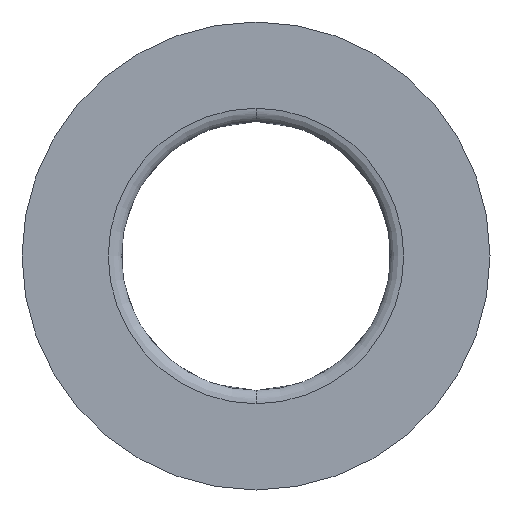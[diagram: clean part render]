
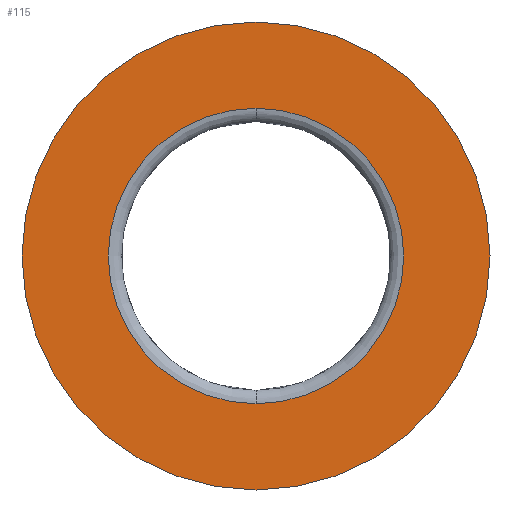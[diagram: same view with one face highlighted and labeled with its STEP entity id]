
A CAD part, front view. The second image highlights one B-rep face of the part: STEP entity #115.
In plain terms, the highlighted planar face has unit normal (0, -1, 0).
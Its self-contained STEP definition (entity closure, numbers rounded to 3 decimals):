
#2 = DIRECTION ( 'NONE',  ( 0., 0., -1. ) ) ;
#4 = VERTEX_POINT ( 'NONE', #120 ) ;
#9 = ORIENTED_EDGE ( 'NONE', *, *, #199, .T. ) ;
#12 = CARTESIAN_POINT ( 'NONE',  ( 0., 0., 0. ) ) ;
#13 = EDGE_LOOP ( 'NONE', ( #219, #398 ) ) ;
#17 = CARTESIAN_POINT ( 'NONE',  ( 0., 0., 0. ) ) ;
#26 = FACE_BOUND ( 'NONE', #391, .T. ) ;
#54 = EDGE_CURVE ( 'NONE', #308, #254, #298, .T. ) ;
#60 = CARTESIAN_POINT ( 'NONE',  ( 0., 0., -38.514 ) ) ;
#64 = AXIS2_PLACEMENT_3D ( 'NONE', #311, #307, #267 ) ;
#94 = CARTESIAN_POINT ( 'NONE',  ( 0., 0., 0. ) ) ;
#108 = AXIS2_PLACEMENT_3D ( 'NONE', #12, #132, #243 ) ;
#109 = DIRECTION ( 'NONE',  ( 0., 1., 0. ) ) ;
#113 = ORIENTED_EDGE ( 'NONE', *, *, #394, .T. ) ;
#115 = ADVANCED_FACE ( 'NONE', ( #26, #150 ), #122, .T. ) ;
#120 = CARTESIAN_POINT ( 'NONE',  ( 0., 0., 38.514 ) ) ;
#122 = PLANE ( 'NONE',  #316 ) ;
#132 = DIRECTION ( 'NONE',  ( 0., 1., 0. ) ) ;
#143 = VERTEX_POINT ( 'NONE', #60 ) ;
#147 = AXIS2_PLACEMENT_3D ( 'NONE', #94, #195, #332 ) ;
#150 = FACE_OUTER_BOUND ( 'NONE', #13, .T. ) ;
#166 = CARTESIAN_POINT ( 'NONE',  ( 0., 0., 61. ) ) ;
#169 = CIRCLE ( 'NONE', #108, 38.514 ) ;
#185 = EDGE_CURVE ( 'NONE', #254, #308, #227, .T. ) ;
#195 = DIRECTION ( 'NONE',  ( 0., 1., 0. ) ) ;
#199 = EDGE_CURVE ( 'NONE', #4, #143, #169, .T. ) ;
#219 = ORIENTED_EDGE ( 'NONE', *, *, #185, .F. ) ;
#227 = CIRCLE ( 'NONE', #64, 61. ) ;
#243 = DIRECTION ( 'NONE',  ( 0., 0., 1. ) ) ;
#254 = VERTEX_POINT ( 'NONE', #166 ) ;
#264 = CARTESIAN_POINT ( 'NONE',  ( -61., 0., 0. ) ) ;
#267 = DIRECTION ( 'NONE',  ( 0., 0., 1. ) ) ;
#292 = CIRCLE ( 'NONE', #306, 38.514 ) ;
#296 = DIRECTION ( 'NONE',  ( 0., -1., 0. ) ) ;
#298 = CIRCLE ( 'NONE', #147, 61. ) ;
#306 = AXIS2_PLACEMENT_3D ( 'NONE', #17, #109, #315 ) ;
#307 = DIRECTION ( 'NONE',  ( 0., 1., 0. ) ) ;
#308 = VERTEX_POINT ( 'NONE', #337 ) ;
#311 = CARTESIAN_POINT ( 'NONE',  ( 0., 0., 0. ) ) ;
#315 = DIRECTION ( 'NONE',  ( 0., 0., 1. ) ) ;
#316 = AXIS2_PLACEMENT_3D ( 'NONE', #264, #296, #2 ) ;
#332 = DIRECTION ( 'NONE',  ( 0., 0., 1. ) ) ;
#337 = CARTESIAN_POINT ( 'NONE',  ( 0., 0., -61. ) ) ;
#391 = EDGE_LOOP ( 'NONE', ( #9, #113 ) ) ;
#394 = EDGE_CURVE ( 'NONE', #143, #4, #292, .T. ) ;
#398 = ORIENTED_EDGE ( 'NONE', *, *, #54, .F. ) ;
